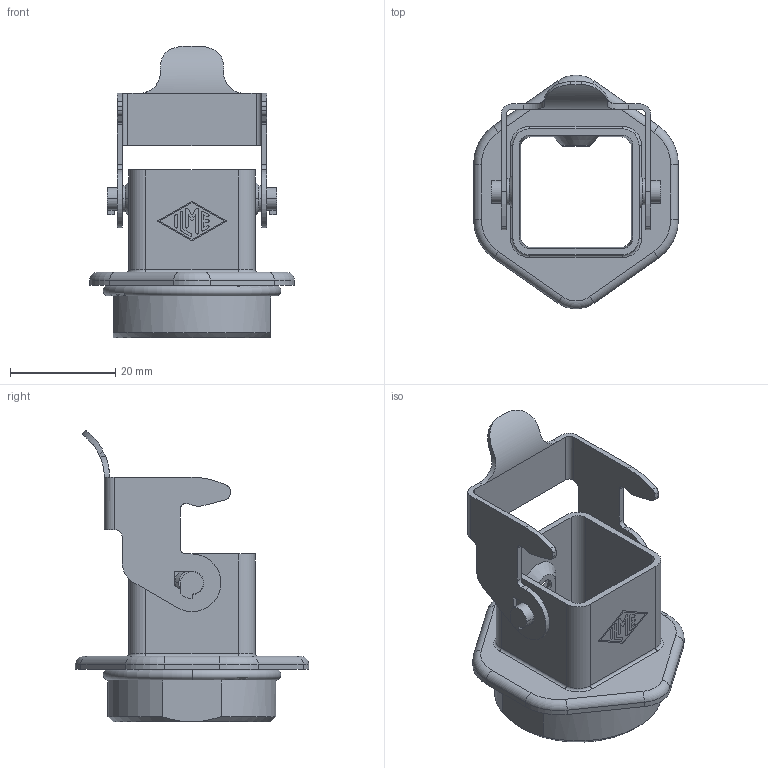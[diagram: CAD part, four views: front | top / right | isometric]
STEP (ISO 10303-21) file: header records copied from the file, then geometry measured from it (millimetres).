
FILE_DESCRIPTION(('Creo Elements/Direct Modeling STEP Export'),'2;1');
FILE_NAME('0lndrp34jtk3hhg4404','2018-07-27T 8:14:12',(''),(''),'PTC Creo Elements/Direct Modeling STEP processor for AP214 (Solid Model)','PTC Creo Elements/Direct Modeling 19.0E 27-Jun-2016 (C) Parametric Technology GmbH','');
FILE_SCHEMA(('AUTOMOTIVE_DESIGN { 1 0 10303 214 1 1 1 1 }'));
Length unit declared in the file: millimetre
Products named in the file (1): MKAXXS_IF
Bounding box: 39 x 44.45 x 55.6 mm (x, y, z)
Volume: 9261.4 mm3; surface area: 10674.9 mm2
Topology: 1 solids, 1 shells, 169 faces, 491 edges, 332 vertices
Faces by surface type: plane 75, cylinder 72, torus 14, cone 8
Entity records: 7362 total; most frequent: CARTESIAN_POINT 2906, ORIENTED_EDGE 990, DIRECTION 871, EDGE_CURVE 491, VERTEX_POINT 332, AXIS2_PLACEMENT_3D 310, VECTOR 251, LINE 251
